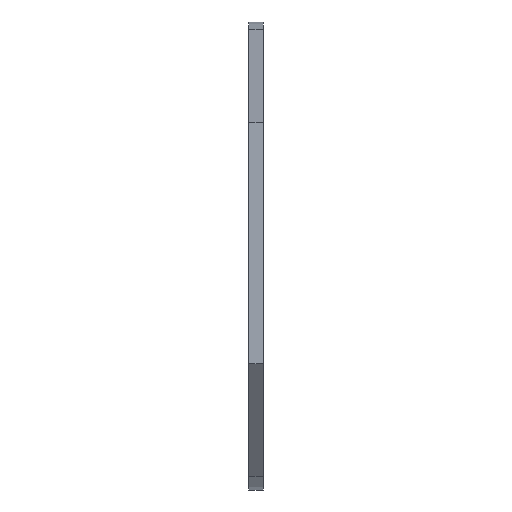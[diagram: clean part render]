
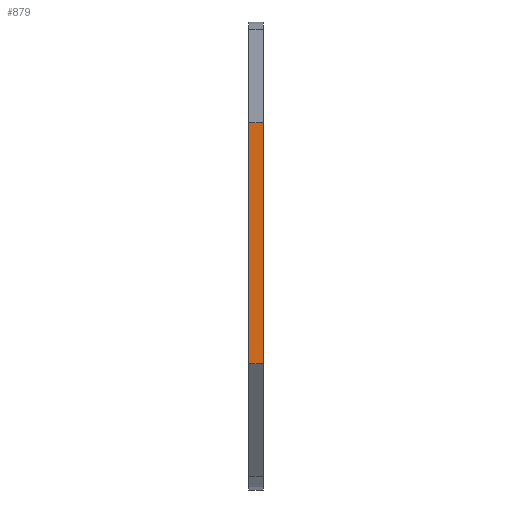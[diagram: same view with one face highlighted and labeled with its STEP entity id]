
A CAD part, top view. The second image highlights one B-rep face of the part: STEP entity #879.
In plain terms, the highlighted planar face has unit normal (0, 0, 1).
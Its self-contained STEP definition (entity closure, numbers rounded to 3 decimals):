
#8 = VECTOR ( 'NONE', #513, 1000. ) ;
#15 = EDGE_CURVE ( 'NONE', #1111, #625, #1061, .T. ) ;
#76 = CARTESIAN_POINT ( 'NONE',  ( 6., -50., 167. ) ) ;
#153 = DIRECTION ( 'NONE',  ( 0., 1., 0. ) ) ;
#172 = CARTESIAN_POINT ( 'NONE',  ( 6., 0., 167. ) ) ;
#176 = CARTESIAN_POINT ( 'NONE',  ( 0., 0., 167. ) ) ;
#219 = ORIENTED_EDGE ( 'NONE', *, *, #691, .F. ) ;
#279 = DIRECTION ( 'NONE',  ( 0., -1., 0. ) ) ;
#404 = ORIENTED_EDGE ( 'NONE', *, *, #1431, .F. ) ;
#496 = VECTOR ( 'NONE', #1366, 1000. ) ;
#513 = DIRECTION ( 'NONE',  ( 0., -1., 0. ) ) ;
#529 = CARTESIAN_POINT ( 'NONE',  ( 0., -50., 167. ) ) ;
#548 = VERTEX_POINT ( 'NONE', #567 ) ;
#560 = EDGE_LOOP ( 'NONE', ( #1494, #219, #404, #1338 ) ) ;
#567 = CARTESIAN_POINT ( 'NONE',  ( 6., -50., 167. ) ) ;
#603 = CARTESIAN_POINT ( 'NONE',  ( 6., 50., 167. ) ) ;
#612 = DIRECTION ( 'NONE',  ( 0., 0., -1. ) ) ;
#625 = VERTEX_POINT ( 'NONE', #767 ) ;
#631 = EDGE_CURVE ( 'NONE', #625, #896, #866, .T. ) ;
#639 = AXIS2_PLACEMENT_3D ( 'NONE', #172, #612, #153 ) ;
#691 = EDGE_CURVE ( 'NONE', #548, #896, #1512, .T. ) ;
#722 = FACE_OUTER_BOUND ( 'NONE', #560, .T. ) ;
#742 = PLANE ( 'NONE',  #639 ) ;
#767 = CARTESIAN_POINT ( 'NONE',  ( 0., 50., 167. ) ) ;
#866 = LINE ( 'NONE', #176, #1508 ) ;
#879 = ADVANCED_FACE ( 'NONE', ( #722 ), #742, .F. ) ;
#896 = VERTEX_POINT ( 'NONE', #529 ) ;
#916 = CARTESIAN_POINT ( 'NONE',  ( 6., 50., 167. ) ) ;
#963 = LINE ( 'NONE', #1435, #8 ) ;
#1032 = VECTOR ( 'NONE', #1324, 1000. ) ;
#1061 = LINE ( 'NONE', #603, #1032 ) ;
#1111 = VERTEX_POINT ( 'NONE', #916 ) ;
#1324 = DIRECTION ( 'NONE',  ( -1., 0., 0. ) ) ;
#1338 = ORIENTED_EDGE ( 'NONE', *, *, #15, .T. ) ;
#1366 = DIRECTION ( 'NONE',  ( -1., 0., 0. ) ) ;
#1431 = EDGE_CURVE ( 'NONE', #1111, #548, #963, .T. ) ;
#1435 = CARTESIAN_POINT ( 'NONE',  ( 6., 0., 167. ) ) ;
#1494 = ORIENTED_EDGE ( 'NONE', *, *, #631, .T. ) ;
#1508 = VECTOR ( 'NONE', #279, 1000. ) ;
#1512 = LINE ( 'NONE', #76, #496 ) ;
